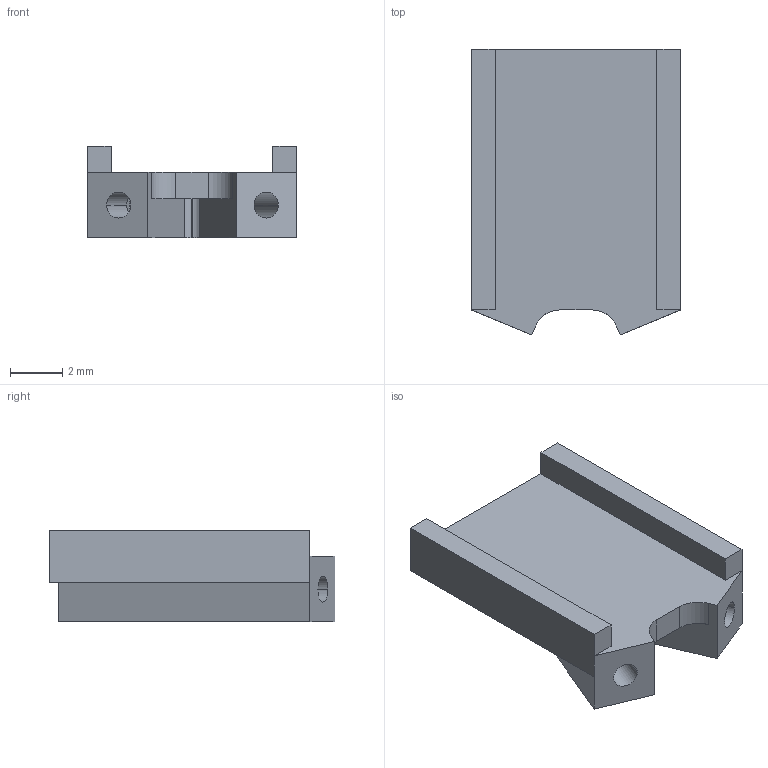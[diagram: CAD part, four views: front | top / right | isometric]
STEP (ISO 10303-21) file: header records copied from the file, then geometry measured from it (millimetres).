
FILE_DESCRIPTION (( 'STEP AP214' ), '1' );
FILE_NAME ('neuropixel_holder.STEP', '2020-11-19T20:20:51', ( '' ), ( '' ), 'SwSTEP 2.0', 'SolidWorks 2020', '' );
FILE_SCHEMA (( 'AUTOMOTIVE_DESIGN' ));
Length unit declared in the file: millimetre
Products named in the file (1): neuropixel_holder
Bounding box: 8 x 10.96 x 3.5 mm (x, y, z)
Volume: 150.2 mm3; surface area: 322.8 mm2
Topology: 1 solids, 1 shells, 38 faces, 97 edges, 60 vertices
Faces by surface type: plane 23, cylinder 11, cone 4
Entity records: 1145 total; most frequent: DIRECTION 193, CARTESIAN_POINT 192, ORIENTED_EDGE 186, EDGE_CURVE 93, LINE 71, VECTOR 71, AXIS2_PLACEMENT_3D 61, VERTEX_POINT 60
